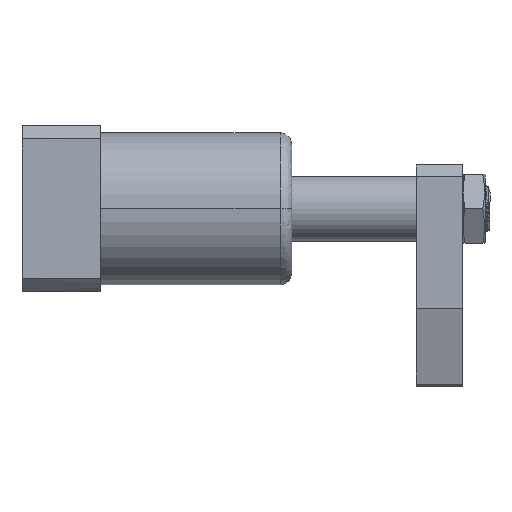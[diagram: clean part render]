
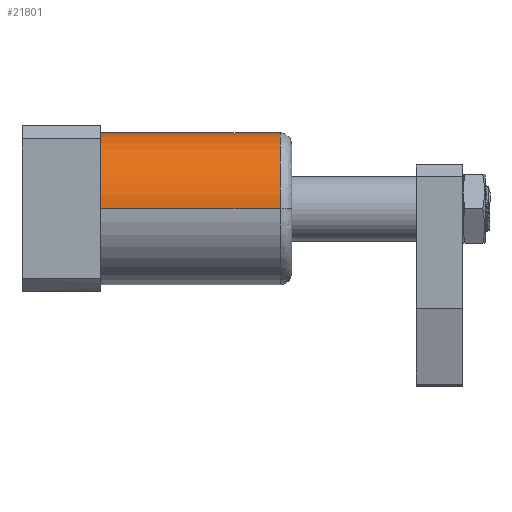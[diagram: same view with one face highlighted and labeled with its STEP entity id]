
A CAD part, top view. The second image highlights one B-rep face of the part: STEP entity #21801.
In plain terms, the highlighted cylindrical face has radius 33 mm (diameter 66 mm), a partial arc.
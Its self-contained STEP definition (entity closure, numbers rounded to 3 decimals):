
#202 = B_SPLINE_CURVE_WITH_KNOTS ( 'NONE', 3,
 ( #10557, #7893, #24967, #24860, #10251, #8205, #27411, #25270 ),
 .UNSPECIFIED., .F., .F.,
 ( 4, 2, 2, 4 ),
 ( 0., 0.001, 0.002, 0.003 ),
 .UNSPECIFIED. ) ;
#265 = ORIENTED_EDGE ( 'NONE', *, *, #1576, .F. ) ;
#374 = ORIENTED_EDGE ( 'NONE', *, *, #29849, .F. ) ;
#379 = DIRECTION ( 'NONE',  ( 0., 0., -1. ) ) ;
#470 = AXIS2_PLACEMENT_3D ( 'NONE', #30478, #22620, #1258 ) ;
#865 = CARTESIAN_POINT ( 'NONE',  ( 96.355, 0.316, -33. ) ) ;
#973 = DIRECTION ( 'NONE',  ( 1., 0., 0. ) ) ;
#1258 = DIRECTION ( 'NONE',  ( 0., 0., -1. ) ) ;
#1539 = CARTESIAN_POINT ( 'NONE',  ( 106.544, 3.392, -32.826 ) ) ;
#1576 = EDGE_CURVE ( 'NONE', #21668, #18635, #15888, .T. ) ;
#1615 = CARTESIAN_POINT ( 'NONE',  ( 112., 0., -33. ) ) ;
#2284 = AXIS2_PLACEMENT_3D ( 'NONE', #24407, #31230, #16854 ) ;
#2324 = CIRCLE ( 'NONE', #470, 33. ) ;
#2358 = VECTOR ( 'NONE', #15920, 1000. ) ;
#2486 = CARTESIAN_POINT ( 'NONE',  ( 98.303, 4.551, -32.685 ) ) ;
#3111 = CARTESIAN_POINT ( 'NONE',  ( 96.464, 1.574, -32.964 ) ) ;
#3368 = CARTESIAN_POINT ( 'NONE',  ( 101.253, 5.485, -32.541 ) ) ;
#3995 = CARTESIAN_POINT ( 'NONE',  ( 105.377, 4.441, -32.701 ) ) ;
#4092 = VERTEX_POINT ( 'NONE', #16566 ) ;
#4208 = CARTESIAN_POINT ( 'NONE',  ( 107.757, 0., -33. ) ) ;
#4660 = CARTESIAN_POINT ( 'NONE',  ( 104.435, 4.932, -32.629 ) ) ;
#4834 = CARTESIAN_POINT ( 'NONE',  ( 97.777, 4.212, -32.731 ) ) ;
#5465 = CARTESIAN_POINT ( 'NONE',  ( 34., 0., -33. ) ) ;
#5622 = VERTEX_POINT ( 'NONE', #27017 ) ;
#5679 = CARTESIAN_POINT ( 'NONE',  ( 112., 0., 33. ) ) ;
#6342 = CARTESIAN_POINT ( 'NONE',  ( 105.99, 3.951, -32.763 ) ) ;
#6357 = CARTESIAN_POINT ( 'NONE',  ( 34., 0., -33. ) ) ;
#7151 = ORIENTED_EDGE ( 'NONE', *, *, #30398, .F. ) ;
#7317 = CARTESIAN_POINT ( 'NONE',  ( 34., 0., 33. ) ) ;
#7774 = VERTEX_POINT ( 'NONE', #5679 ) ;
#7820 = CARTESIAN_POINT ( 'NONE',  ( 97.014, 3.378, -32.828 ) ) ;
#7893 = CARTESIAN_POINT ( 'NONE',  ( 102.15, 5.519, -32.535 ) ) ;
#8127 = CARTESIAN_POINT ( 'NONE',  ( 96.415, 1.261, -32.977 ) ) ;
#8205 = CARTESIAN_POINT ( 'NONE',  ( 104.001, 5.129, -32.599 ) ) ;
#8792 = CARTESIAN_POINT ( 'NONE',  ( 104.92, 4.717, -32.662 ) ) ;
#8989 = ORIENTED_EDGE ( 'NONE', *, *, #19318, .F. ) ;
#9015 = CARTESIAN_POINT ( 'NONE',  ( 107.78, 0.533, -33. ) ) ;
#9515 = CARTESIAN_POINT ( 'NONE',  ( 107.757, 0., -33. ) ) ;
#9628 = ORIENTED_EDGE ( 'NONE', *, *, #19827, .F. ) ;
#9734 = ORIENTED_EDGE ( 'NONE', *, *, #17213, .F. ) ;
#10117 = CARTESIAN_POINT ( 'NONE',  ( 100.838, 5.442, -32.548 ) ) ;
#10221 = CARTESIAN_POINT ( 'NONE',  ( 99.618, 5.16, -32.594 ) ) ;
#10251 = CARTESIAN_POINT ( 'NONE',  ( 103.55, 5.283, -32.575 ) ) ;
#10282 = CARTESIAN_POINT ( 'NONE',  ( 97.152, 3.661, -32.796 ) ) ;
#10387 = VECTOR ( 'NONE', #973, 1000. ) ;
#10505 = VERTEX_POINT ( 'NONE', #10853 ) ;
#10515 = AXIS2_PLACEMENT_3D ( 'NONE', #13097, #30108, #379 ) ;
#10557 = CARTESIAN_POINT ( 'NONE',  ( 101.673, 5.49, -32.54 ) ) ;
#10853 = CARTESIAN_POINT ( 'NONE',  ( 96.369, 0., -33. ) ) ;
#11166 = CARTESIAN_POINT ( 'NONE',  ( 107.399, 2.072, -32.939 ) ) ;
#11417 = EDGE_CURVE ( 'NONE', #5622, #7774, #16174, .T. ) ;
#13097 = CARTESIAN_POINT ( 'NONE',  ( 112., 0., 0. ) ) ;
#13250 = VERTEX_POINT ( 'NONE', #6357 ) ;
#13378 = CARTESIAN_POINT ( 'NONE',  ( 34., 0., -33. ) ) ;
#14060 = VERTEX_POINT ( 'NONE', #1615 ) ;
#14205 = FACE_OUTER_BOUND ( 'NONE', #21824, .T. ) ;
#14937 = CARTESIAN_POINT ( 'NONE',  ( 100.016, 5.278, -32.575 ) ) ;
#15888 = B_SPLINE_CURVE_WITH_KNOTS ( 'NONE', 3,
 ( #23541, #8792, #3995, #6342, #30761, #1539, #18623, #28313, #11166, #18409, #9015, #4208 ),
 .UNSPECIFIED., .F., .F.,
 ( 4, 2, 2, 2, 2, 4 ),
 ( 0., 0.002, 0.002, 0.003, 0.005, 0.006 ),
 .UNSPECIFIED. ) ;
#15920 = DIRECTION ( 'NONE',  ( 1., 0., 0. ) ) ;
#16174 = LINE ( 'NONE', #7317, #18830 ) ;
#16566 = CARTESIAN_POINT ( 'NONE',  ( 97.152, 3.661, -32.796 ) ) ;
#16854 = DIRECTION ( 'NONE',  ( 0., 0., -1. ) ) ;
#17213 = EDGE_CURVE ( 'NONE', #22182, #21668, #202, .T. ) ;
#17480 = EDGE_CURVE ( 'NONE', #10505, #4092, #22303, .T. ) ;
#17722 = EDGE_CURVE ( 'NONE', #13250, #10505, #25250, .T. ) ;
#17748 = CARTESIAN_POINT ( 'NONE',  ( 96.369, 0., -33. ) ) ;
#18008 = CARTESIAN_POINT ( 'NONE',  ( 99.042, 4.931, -32.63 ) ) ;
#18104 = CARTESIAN_POINT ( 'NONE',  ( 98.485, 4.656, -32.67 ) ) ;
#18310 = CIRCLE ( 'NONE', #10515, 33. ) ;
#18409 = CARTESIAN_POINT ( 'NONE',  ( 107.712, 1.054, -32.987 ) ) ;
#18623 = CARTESIAN_POINT ( 'NONE',  ( 106.713, 3.185, -32.847 ) ) ;
#18635 = VERTEX_POINT ( 'NONE', #9515 ) ;
#18830 = VECTOR ( 'NONE', #24292, 1000. ) ;
#19318 = EDGE_CURVE ( 'NONE', #18635, #14060, #24496, .T. ) ;
#19827 = EDGE_CURVE ( 'NONE', #5622, #13250, #2324, .T. ) ;
#19994 = CARTESIAN_POINT ( 'NONE',  ( 96.892, 3.088, -32.857 ) ) ;
#21297 = ORIENTED_EDGE ( 'NONE', *, *, #17480, .F. ) ;
#21370 = CARTESIAN_POINT ( 'NONE',  ( 101.673, 5.49, -32.54 ) ) ;
#21517 = ORIENTED_EDGE ( 'NONE', *, *, #11417, .T. ) ;
#21668 = VERTEX_POINT ( 'NONE', #4660 ) ;
#21801 = ADVANCED_FACE ( 'NONE', ( #14205 ), #31345, .T. ) ;
#21824 = EDGE_LOOP ( 'NONE', ( #9628, #21517, #7151, #8989, #265, #9734, #374, #21297, #27181 ) ) ;
#22182 = VERTEX_POINT ( 'NONE', #21370 ) ;
#22292 = CARTESIAN_POINT ( 'NONE',  ( 101.673, 5.49, -32.54 ) ) ;
#22303 = B_SPLINE_CURVE_WITH_KNOTS ( 'NONE', 3,
 ( #17748, #865, #22863, #8127, #3111, #24891, #22763, #19994, #7820, #10282 ),
 .UNSPECIFIED., .F., .F.,
 ( 4, 2, 2, 2, 4 ),
 ( 0., 0.001, 0.002, 0.003, 0.004 ),
 .UNSPECIFIED. ) ;
#22398 = CARTESIAN_POINT ( 'NONE',  ( 98.854, 4.845, -32.642 ) ) ;
#22620 = DIRECTION ( 'NONE',  ( -1., 0., 0. ) ) ;
#22763 = CARTESIAN_POINT ( 'NONE',  ( 96.684, 2.494, -32.907 ) ) ;
#22863 = CARTESIAN_POINT ( 'NONE',  ( 96.361, 0.632, -32.995 ) ) ;
#23541 = CARTESIAN_POINT ( 'NONE',  ( 104.435, 4.932, -32.629 ) ) ;
#24292 = DIRECTION ( 'NONE',  ( 1., 0., 0. ) ) ;
#24407 = CARTESIAN_POINT ( 'NONE',  ( 34., 0., 0. ) ) ;
#24496 = LINE ( 'NONE', #13378, #2358 ) ;
#24860 = CARTESIAN_POINT ( 'NONE',  ( 103.318, 5.345, -32.564 ) ) ;
#24891 = CARTESIAN_POINT ( 'NONE',  ( 96.598, 2.19, -32.929 ) ) ;
#24967 = CARTESIAN_POINT ( 'NONE',  ( 102.621, 5.485, -32.541 ) ) ;
#25250 = LINE ( 'NONE', #5465, #10387 ) ;
#25270 = CARTESIAN_POINT ( 'NONE',  ( 104.435, 4.932, -32.629 ) ) ;
#26264 = CARTESIAN_POINT ( 'NONE',  ( 97.152, 3.661, -32.796 ) ) ;
#27017 = CARTESIAN_POINT ( 'NONE',  ( 34., 0., 33. ) ) ;
#27122 = B_SPLINE_CURVE_WITH_KNOTS ( 'NONE', 3,
 ( #26264, #31604, #4834, #2486, #18104, #22398, #18008, #10221, #14937, #10117, #3368, #22292 ),
 .UNSPECIFIED., .F., .F.,
 ( 4, 2, 2, 2, 2, 4 ),
 ( 0., 0.001, 0.002, 0.003, 0.004, 0.005 ),
 .UNSPECIFIED. ) ;
#27181 = ORIENTED_EDGE ( 'NONE', *, *, #17722, .F. ) ;
#27411 = CARTESIAN_POINT ( 'NONE',  ( 104.22, 5.038, -32.613 ) ) ;
#28313 = CARTESIAN_POINT ( 'NONE',  ( 107.165, 2.54, -32.905 ) ) ;
#29849 = EDGE_CURVE ( 'NONE', #4092, #22182, #27122, .T. ) ;
#30108 = DIRECTION ( 'NONE',  ( 1., 0., 0. ) ) ;
#30398 = EDGE_CURVE ( 'NONE', #14060, #7774, #18310, .T. ) ;
#30478 = CARTESIAN_POINT ( 'NONE',  ( 34., 0., 0. ) ) ;
#30761 = CARTESIAN_POINT ( 'NONE',  ( 106.183, 3.774, -32.784 ) ) ;
#31230 = DIRECTION ( 'NONE',  ( 1., 0., 0. ) ) ;
#31345 = CYLINDRICAL_SURFACE ( 'NONE', #2284, 33. ) ;
#31604 = CARTESIAN_POINT ( 'NONE',  ( 97.451, 3.954, -32.764 ) ) ;
